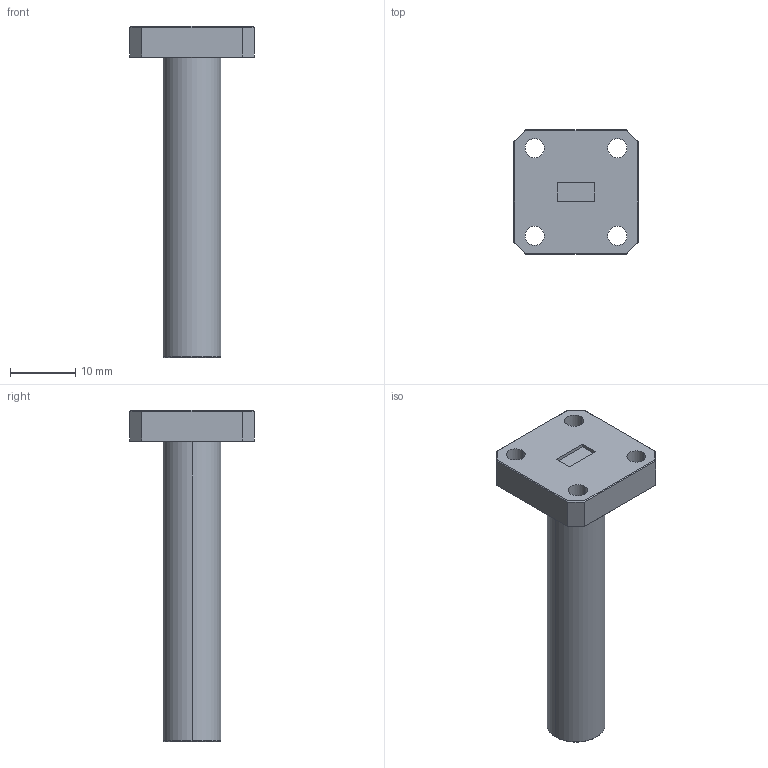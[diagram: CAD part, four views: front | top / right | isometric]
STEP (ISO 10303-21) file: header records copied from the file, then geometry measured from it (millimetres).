
FILE_DESCRIPTION (( 'STEP AP203' ), '1' );
FILE_NAME ('WL-QA-599.STEP', '2021-12-30T01:06:26', ( '' ), ( '' ), 'SwSTEP 2.0', 'SolidWorks 2021', '' );
FILE_SCHEMA (( 'CONFIG_CONTROL_DESIGN' ));
Length unit declared in the file: millimetre
Products named in the file (1): WL-QA-599
Bounding box: 19.05 x 19.05 x 50.8 mm (x, y, z)
Volume: 4410.6 mm3; surface area: 2476.6 mm2
Topology: 1 solids, 1 shells, 47 faces, 108 edges, 66 vertices
Faces by surface type: plane 33, cylinder 12, cone 2
Entity records: 1397 total; most frequent: DIRECTION 230, CARTESIAN_POINT 222, ORIENTED_EDGE 216, EDGE_CURVE 108, LINE 82, VECTOR 82, AXIS2_PLACEMENT_3D 74, VERTEX_POINT 66
